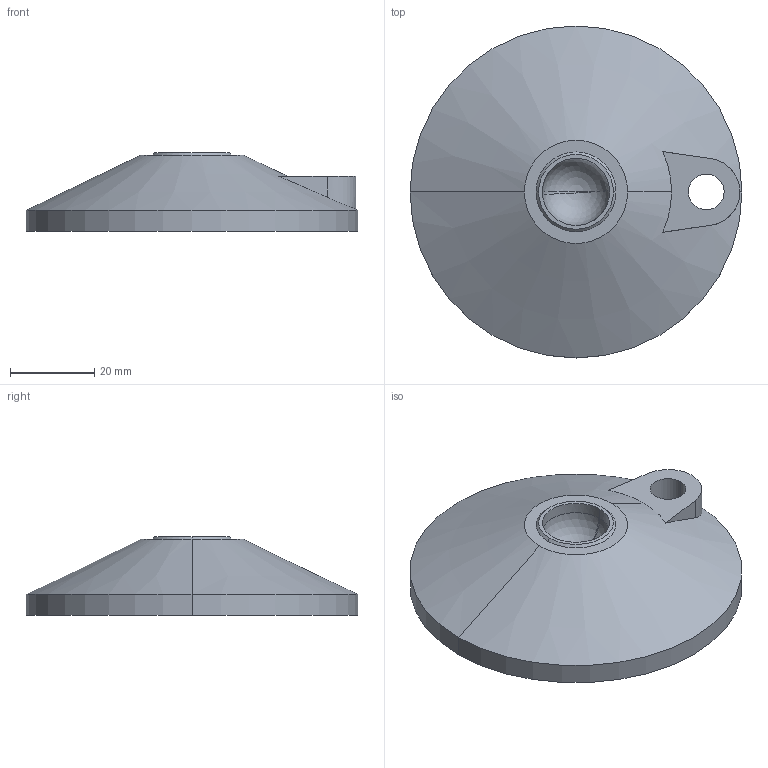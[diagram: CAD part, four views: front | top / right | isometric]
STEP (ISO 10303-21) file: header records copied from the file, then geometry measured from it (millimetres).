
FILE_DESCRIPTION(('STEP AP214'),'1');
FILE_NAME('cctmp_B8AD1103-5391-4635-B428-B3B8F4B712AF_2020_11_12_15_42_10_108..stp','2020-11-12T14:42:10',('Bosch Rexroth AG'),('CADClick - www.CADClick.com'),'Spatial InterOp 3D',' ','unknown authorization - (Healing Option Enabled)');
FILE_SCHEMA(('AUTOMOTIVE_DESIGN'));
Length unit declared in the file: millimetre
Products named in the file (1): 2020_11_12__15-42-10-108
Bounding box: 79 x 79 x 18.7 mm (x, y, z)
Volume: 53338.6 mm3; surface area: 12302.3 mm2
Topology: 1 solids, 1 shells, 21 faces, 50 edges, 31 vertices
Faces by surface type: cylinder 7, plane 6, sphere 4, cone 4
Entity records: 831 total; most frequent: CARTESIAN_POINT 139, DIRECTION 117, ORIENTED_EDGE 96, AXIS2_PLACEMENT_3D 51, EDGE_CURVE 48, VERTEX_POINT 31, CIRCLE 29, EDGE_LOOP 25
